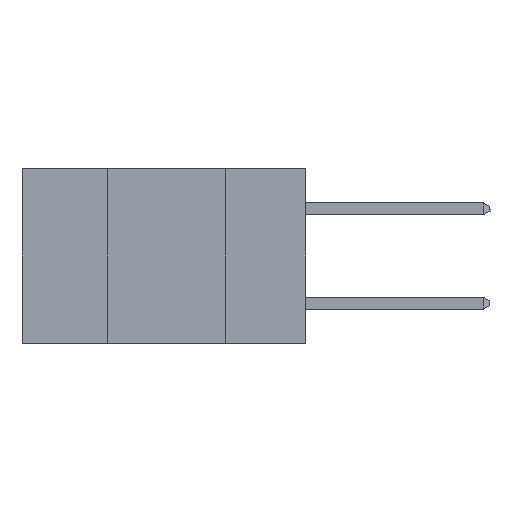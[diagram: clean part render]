
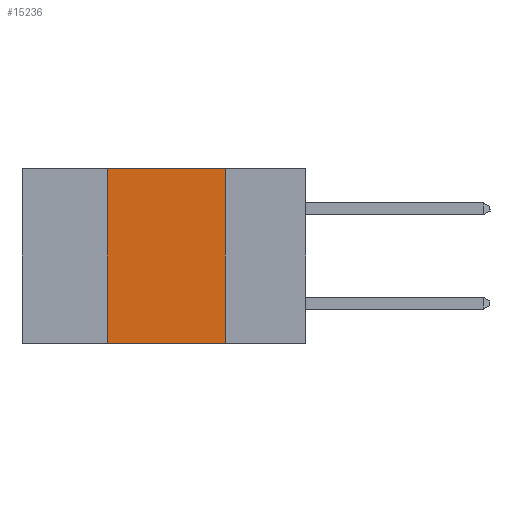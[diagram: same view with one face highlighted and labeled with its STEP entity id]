
A CAD part, left-side view. The second image highlights one B-rep face of the part: STEP entity #15236.
In plain terms, the highlighted planar face has unit normal (-1, 0, 0).
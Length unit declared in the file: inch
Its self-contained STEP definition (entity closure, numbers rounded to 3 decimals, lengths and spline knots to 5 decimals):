
#473 = LINE ( 'NONE', #5230, #16466 ) ;
#700 = EDGE_CURVE ( 'NONE', #2918, #17448, #5198, .T. ) ;
#1087 = EDGE_CURVE ( 'NONE', #2918, #14738, #473, .T. ) ;
#1199 = EDGE_CURVE ( 'NONE', #17714, #17448, #17629, .T. ) ;
#1535 = DIRECTION ( 'NONE',  ( 0., -1., 0. ) ) ;
#1541 = CARTESIAN_POINT ( 'NONE',  ( 0., 0.42, 0. ) ) ;
#1923 = CARTESIAN_POINT ( 'NONE',  ( 0., 0.6, 0. ) ) ;
#2113 = CARTESIAN_POINT ( 'NONE',  ( 0., 0.17, 0. ) ) ;
#2183 = ORIENTED_EDGE ( 'NONE', *, *, #700, .T. ) ;
#2918 = VERTEX_POINT ( 'NONE', #9154 ) ;
#3047 = CARTESIAN_POINT ( 'NONE',  ( 0., 0.17, 0. ) ) ;
#4153 = ORIENTED_EDGE ( 'NONE', *, *, #14852, .F. ) ;
#4659 = VECTOR ( 'NONE', #5381, 39.37008 ) ;
#5198 = LINE ( 'NONE', #8849, #9413 ) ;
#5230 = CARTESIAN_POINT ( 'NONE',  ( 0., 0.42, 0. ) ) ;
#5381 = DIRECTION ( 'NONE',  ( 0., 0., -1. ) ) ;
#5384 = ORIENTED_EDGE ( 'NONE', *, *, #1199, .F. ) ;
#6296 = FACE_OUTER_BOUND ( 'NONE', #8285, .T. ) ;
#6322 = DIRECTION ( 'NONE',  ( 1., 0., 0. ) ) ;
#8285 = EDGE_LOOP ( 'NONE', ( #5384, #4153, #19973, #2183 ) ) ;
#8302 = DIRECTION ( 'NONE',  ( 0., -1., 0. ) ) ;
#8849 = CARTESIAN_POINT ( 'NONE',  ( 0., 0.6, -0.37 ) ) ;
#9154 = CARTESIAN_POINT ( 'NONE',  ( 0., 0.42, -0.37 ) ) ;
#9413 = VECTOR ( 'NONE', #1535, 39.37008 ) ;
#11011 = PLANE ( 'NONE',  #15568 ) ;
#13670 = DIRECTION ( 'NONE',  ( 0., 0., 1. ) ) ;
#13721 = VECTOR ( 'NONE', #8302, 39.37008 ) ;
#14187 = CARTESIAN_POINT ( 'NONE',  ( 0., 0.6, 0. ) ) ;
#14738 = VERTEX_POINT ( 'NONE', #1541 ) ;
#14852 = EDGE_CURVE ( 'NONE', #14738, #17714, #17326, .T. ) ;
#15236 = ADVANCED_FACE ( 'NONE', ( #6296 ), #11011, .F. ) ;
#15568 = AXIS2_PLACEMENT_3D ( 'NONE', #14187, #6322, #17264 ) ;
#16466 = VECTOR ( 'NONE', #13670, 39.37008 ) ;
#17264 = DIRECTION ( 'NONE',  ( 0., 0., -1. ) ) ;
#17326 = LINE ( 'NONE', #1923, #13721 ) ;
#17448 = VERTEX_POINT ( 'NONE', #20311 ) ;
#17629 = LINE ( 'NONE', #3047, #4659 ) ;
#17714 = VERTEX_POINT ( 'NONE', #2113 ) ;
#19973 = ORIENTED_EDGE ( 'NONE', *, *, #1087, .F. ) ;
#20311 = CARTESIAN_POINT ( 'NONE',  ( 0., 0.17, -0.37 ) ) ;
